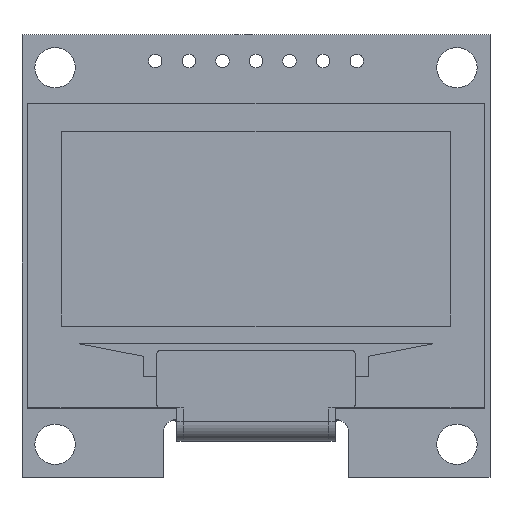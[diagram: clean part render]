
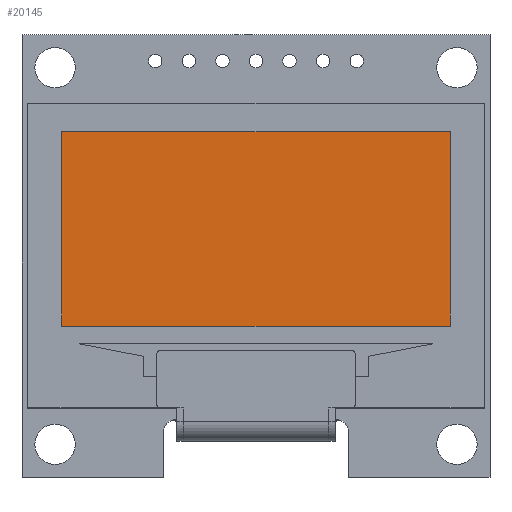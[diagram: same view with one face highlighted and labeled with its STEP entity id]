
A CAD part, top view. The second image highlights one B-rep face of the part: STEP entity #20145.
In plain terms, the highlighted planar face has unit normal (0, 0, 1).
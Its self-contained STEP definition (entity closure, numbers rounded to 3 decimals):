
#700 = LINE ( 'NONE', #7711, #28251 ) ;
#6160 = CARTESIAN_POINT ( 'NONE',  ( 2.99, 26.15, 2.698 ) ) ;
#6339 = CARTESIAN_POINT ( 'NONE',  ( 0., 0., 2.698 ) ) ;
#6462 = EDGE_LOOP ( 'NONE', ( #39144, #30735, #30023, #29625 ) ) ;
#6834 = DIRECTION ( 'NONE',  ( 0., -1., 0. ) ) ;
#7044 = DIRECTION ( 'NONE',  ( 0., 1., 0. ) ) ;
#7711 = CARTESIAN_POINT ( 'NONE',  ( 2.99, 11.45, 2.698 ) ) ;
#7726 = FACE_OUTER_BOUND ( 'NONE', #6462, .T. ) ;
#7878 = CARTESIAN_POINT ( 'NONE',  ( 32.41, 26.15, 2.698 ) ) ;
#10189 = VECTOR ( 'NONE', #6834, 1000. ) ;
#10251 = VECTOR ( 'NONE', #7044, 1000. ) ;
#10316 = VERTEX_POINT ( 'NONE', #6160 ) ;
#10711 = LINE ( 'NONE', #41324, #18740 ) ;
#12324 = EDGE_CURVE ( 'NONE', #30581, #10316, #10711, .T. ) ;
#14983 = VERTEX_POINT ( 'NONE', #29749 ) ;
#17105 = LINE ( 'NONE', #20959, #10251 ) ;
#18740 = VECTOR ( 'NONE', #41103, 1000. ) ;
#19063 = CARTESIAN_POINT ( 'NONE',  ( 32.41, 11.45, 2.698 ) ) ;
#20145 = ADVANCED_FACE ( 'NONE', ( #7726 ), #40294, .T. ) ;
#20959 = CARTESIAN_POINT ( 'NONE',  ( 32.41, 26.15, 2.698 ) ) ;
#27485 = AXIS2_PLACEMENT_3D ( 'NONE', #6339, #30188, #33781 ) ;
#28251 = VECTOR ( 'NONE', #28618, 1000. ) ;
#28618 = DIRECTION ( 'NONE',  ( 1., 0., 0. ) ) ;
#29625 = ORIENTED_EDGE ( 'NONE', *, *, #12324, .T. ) ;
#29749 = CARTESIAN_POINT ( 'NONE',  ( 2.99, 11.45, 2.698 ) ) ;
#30023 = ORIENTED_EDGE ( 'NONE', *, *, #43849, .T. ) ;
#30188 = DIRECTION ( 'NONE',  ( 0., 0., 1. ) ) ;
#30581 = VERTEX_POINT ( 'NONE', #7878 ) ;
#30735 = ORIENTED_EDGE ( 'NONE', *, *, #43219, .T. ) ;
#33449 = VERTEX_POINT ( 'NONE', #19063 ) ;
#33781 = DIRECTION ( 'NONE',  ( 1., 0., 0. ) ) ;
#34461 = CARTESIAN_POINT ( 'NONE',  ( 2.99, 26.15, 2.698 ) ) ;
#34914 = LINE ( 'NONE', #34461, #10189 ) ;
#39144 = ORIENTED_EDGE ( 'NONE', *, *, #41599, .T. ) ;
#40294 = PLANE ( 'NONE',  #27485 ) ;
#41103 = DIRECTION ( 'NONE',  ( -1., 0., 0. ) ) ;
#41324 = CARTESIAN_POINT ( 'NONE',  ( 2.99, 26.15, 2.698 ) ) ;
#41599 = EDGE_CURVE ( 'NONE', #10316, #14983, #34914, .T. ) ;
#43219 = EDGE_CURVE ( 'NONE', #14983, #33449, #700, .T. ) ;
#43849 = EDGE_CURVE ( 'NONE', #33449, #30581, #17105, .T. ) ;
